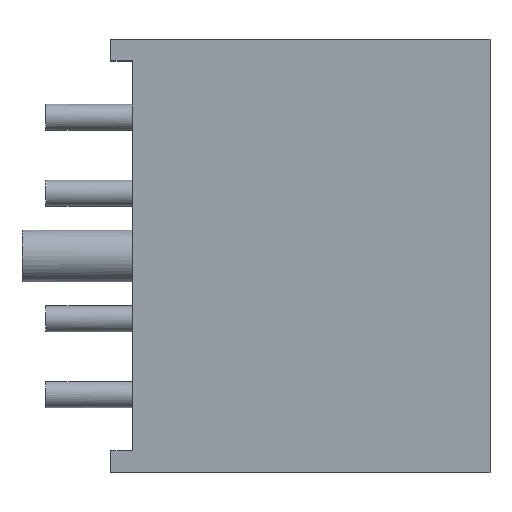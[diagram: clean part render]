
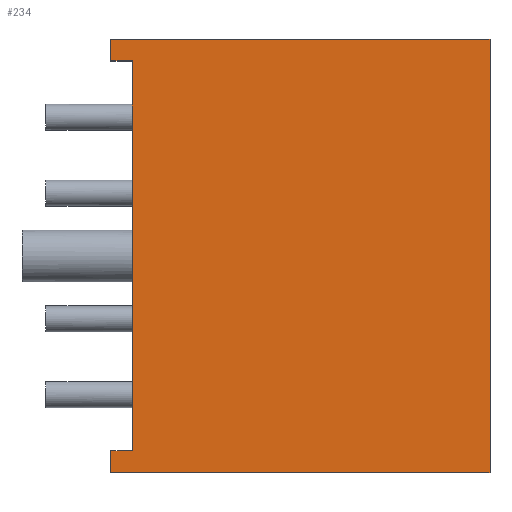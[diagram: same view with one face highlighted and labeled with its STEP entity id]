
A CAD part, top view. The second image highlights one B-rep face of the part: STEP entity #234.
In plain terms, the highlighted planar face has unit normal (0, 0, 1).
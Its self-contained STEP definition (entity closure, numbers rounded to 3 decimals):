
#70=CARTESIAN_POINT('Vertex',(0.,-254.,76.2)) ;
#73=CARTESIAN_POINT('Line Origine',(0.,-241.3,76.2)) ;
#77=CARTESIAN_POINT('Vertex',(0.,-228.6,76.2)) ;
#164=CARTESIAN_POINT('Vertex',(444.5,-254.,76.2)) ;
#167=CARTESIAN_POINT('Line Origine',(222.25,-254.,76.2)) ;
#179=CARTESIAN_POINT('Axis2P3D Location',(0.,254.,76.2)) ;
#184=CARTESIAN_POINT('Line Origine',(444.5,0.,76.2)) ;
#188=CARTESIAN_POINT('Vertex',(444.5,254.,76.2)) ;
#191=CARTESIAN_POINT('Line Origine',(222.25,254.,76.2)) ;
#195=CARTESIAN_POINT('Vertex',(0.,254.,76.2)) ;
#198=CARTESIAN_POINT('Line Origine',(0.,241.3,76.2)) ;
#202=CARTESIAN_POINT('Vertex',(0.,228.6,76.2)) ;
#205=CARTESIAN_POINT('Line Origine',(12.7,228.6,76.2)) ;
#209=CARTESIAN_POINT('Vertex',(25.4,228.6,76.2)) ;
#212=CARTESIAN_POINT('Line Origine',(25.4,0.,76.2)) ;
#216=CARTESIAN_POINT('Vertex',(25.4,-228.6,76.2)) ;
#219=CARTESIAN_POINT('Line Origine',(12.7,-228.6,76.2)) ;
#74=DIRECTION('Vector Direction',(0.,-1.,0.)) ;
#168=DIRECTION('Vector Direction',(1.,0.,0.)) ;
#180=DIRECTION('Axis2P3D Direction',(0.,0.,1.)) ;
#181=DIRECTION('Axis2P3D XDirection',(0.,-1.,0.)) ;
#185=DIRECTION('Vector Direction',(0.,-1.,0.)) ;
#192=DIRECTION('Vector Direction',(1.,0.,0.)) ;
#199=DIRECTION('Vector Direction',(0.,-1.,0.)) ;
#206=DIRECTION('Vector Direction',(1.,0.,0.)) ;
#213=DIRECTION('Vector Direction',(0.,1.,0.)) ;
#220=DIRECTION('Vector Direction',(1.,0.,0.)) ;
#182=AXIS2_PLACEMENT_3D('Plane Axis2P3D',#179,#180,#181) ;
#225=ORIENTED_EDGE('',*,*,#79,.T.) ;
#226=ORIENTED_EDGE('',*,*,#171,.T.) ;
#227=ORIENTED_EDGE('',*,*,#190,.F.) ;
#228=ORIENTED_EDGE('',*,*,#197,.F.) ;
#229=ORIENTED_EDGE('',*,*,#204,.T.) ;
#230=ORIENTED_EDGE('',*,*,#211,.T.) ;
#231=ORIENTED_EDGE('',*,*,#218,.F.) ;
#232=ORIENTED_EDGE('',*,*,#223,.F.) ;
#75=VECTOR('Line Direction',#74,1.) ;
#169=VECTOR('Line Direction',#168,1.) ;
#186=VECTOR('Line Direction',#185,1.) ;
#193=VECTOR('Line Direction',#192,1.) ;
#200=VECTOR('Line Direction',#199,1.) ;
#207=VECTOR('Line Direction',#206,1.) ;
#214=VECTOR('Line Direction',#213,1.) ;
#221=VECTOR('Line Direction',#220,1.) ;
#234=ADVANCED_FACE('MANIFOLD_SOLID_BREP #1144',(#233),#183,.T.) ;
#79=EDGE_CURVE('',#78,#71,#76,.T.) ;
#171=EDGE_CURVE('',#71,#165,#170,.T.) ;
#190=EDGE_CURVE('',#189,#165,#187,.T.) ;
#197=EDGE_CURVE('',#196,#189,#194,.T.) ;
#204=EDGE_CURVE('',#196,#203,#201,.T.) ;
#211=EDGE_CURVE('',#203,#210,#208,.T.) ;
#218=EDGE_CURVE('',#217,#210,#215,.T.) ;
#223=EDGE_CURVE('',#78,#217,#222,.T.) ;
#224=EDGE_LOOP('',(#225,#226,#227,#228,#229,#230,#231,#232)) ;
#233=FACE_OUTER_BOUND('',#224,.T.) ;
#76=LINE('Line',#73,#75) ;
#170=LINE('Line',#167,#169) ;
#187=LINE('Line',#184,#186) ;
#194=LINE('Line',#191,#193) ;
#201=LINE('Line',#198,#200) ;
#208=LINE('Line',#205,#207) ;
#215=LINE('Line',#212,#214) ;
#222=LINE('Line',#219,#221) ;
#183=PLANE('',#182) ;
#71=VERTEX_POINT('',#70) ;
#78=VERTEX_POINT('',#77) ;
#165=VERTEX_POINT('',#164) ;
#189=VERTEX_POINT('',#188) ;
#196=VERTEX_POINT('',#195) ;
#203=VERTEX_POINT('',#202) ;
#210=VERTEX_POINT('',#209) ;
#217=VERTEX_POINT('',#216) ;
